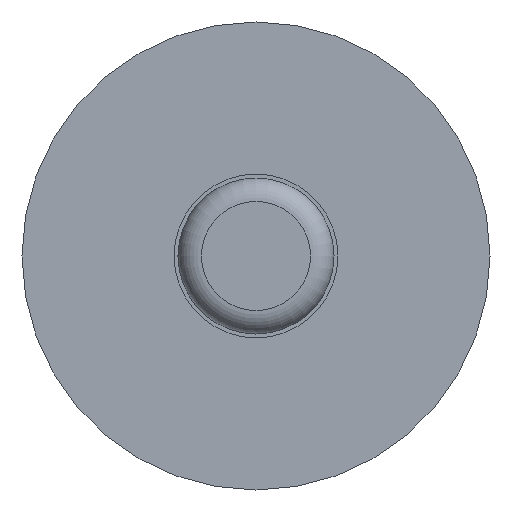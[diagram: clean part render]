
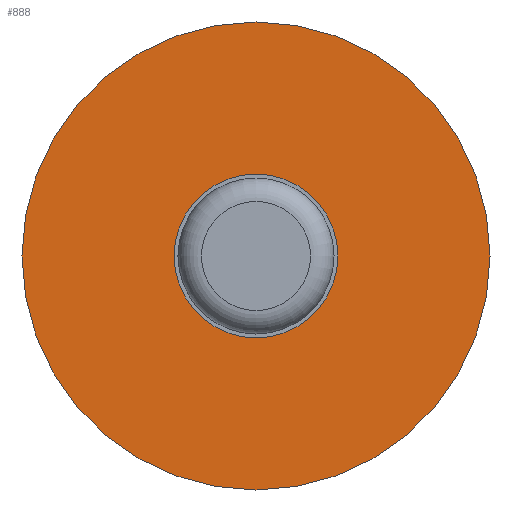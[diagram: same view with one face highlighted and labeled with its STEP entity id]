
A CAD part, left-side view. The second image highlights one B-rep face of the part: STEP entity #888.
In plain terms, the highlighted planar face has unit normal (-1, 0, 0).
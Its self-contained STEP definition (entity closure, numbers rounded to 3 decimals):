
#13 = FACE_OUTER_BOUND ( 'NONE', #228, .T. ) ;
#34 = AXIS2_PLACEMENT_3D ( 'NONE', #867, #372, #95 ) ;
#95 = DIRECTION ( 'NONE',  ( 0., 0., 1. ) ) ;
#122 = AXIS2_PLACEMENT_3D ( 'NONE', #785, #606, #764 ) ;
#214 = EDGE_CURVE ( 'NONE', #320, #320, #1116, .T. ) ;
#228 = EDGE_LOOP ( 'NONE', ( #1025 ) ) ;
#320 = VERTEX_POINT ( 'NONE', #596 ) ;
#364 = PLANE ( 'NONE',  #34 ) ;
#372 = DIRECTION ( 'NONE',  ( -1., 0., 0. ) ) ;
#394 = EDGE_CURVE ( 'NONE', #934, #934, #1090, .T. ) ;
#433 = AXIS2_PLACEMENT_3D ( 'NONE', #488, #1080, #583 ) ;
#488 = CARTESIAN_POINT ( 'NONE',  ( 0., 0., 0. ) ) ;
#583 = DIRECTION ( 'NONE',  ( 0., -1., 0. ) ) ;
#596 = CARTESIAN_POINT ( 'NONE',  ( 0., -5.25, 0. ) ) ;
#601 = EDGE_LOOP ( 'NONE', ( #1107 ) ) ;
#606 = DIRECTION ( 'NONE',  ( -1., 0., 0. ) ) ;
#764 = DIRECTION ( 'NONE',  ( 0., -1., 0. ) ) ;
#785 = CARTESIAN_POINT ( 'NONE',  ( 0., 0., 0. ) ) ;
#867 = CARTESIAN_POINT ( 'NONE',  ( 0., 0., 0. ) ) ;
#888 = ADVANCED_FACE ( 'NONE', ( #965, #13 ), #364, .T. ) ;
#934 = VERTEX_POINT ( 'NONE', #1007 ) ;
#965 = FACE_BOUND ( 'NONE', #601, .T. ) ;
#1007 = CARTESIAN_POINT ( 'NONE',  ( 0., -15., 0. ) ) ;
#1025 = ORIENTED_EDGE ( 'NONE', *, *, #394, .T. ) ;
#1080 = DIRECTION ( 'NONE',  ( 1., 0., 0. ) ) ;
#1090 = CIRCLE ( 'NONE', #122, 15. ) ;
#1107 = ORIENTED_EDGE ( 'NONE', *, *, #214, .T. ) ;
#1116 = CIRCLE ( 'NONE', #433, 5.25 ) ;
